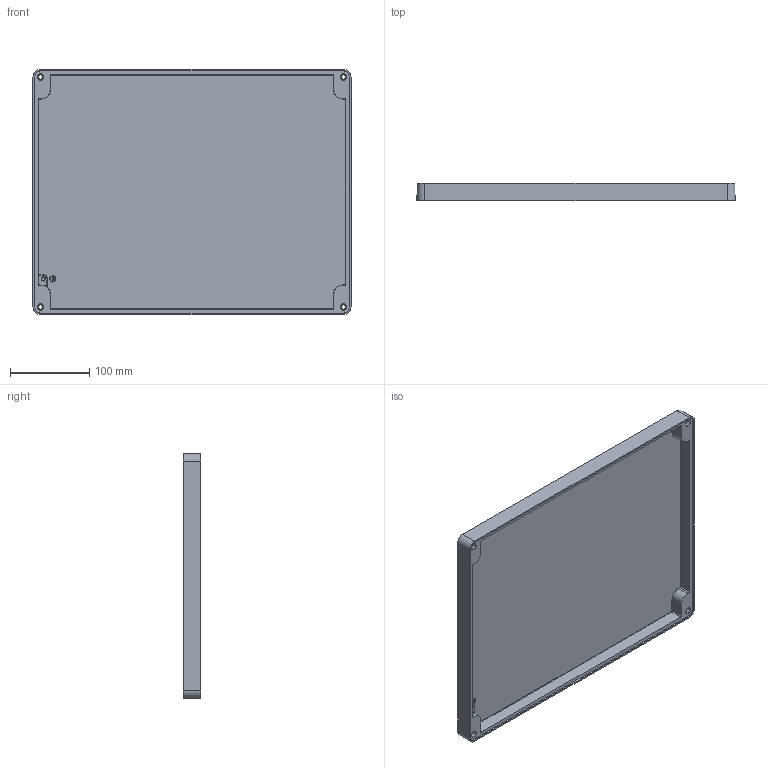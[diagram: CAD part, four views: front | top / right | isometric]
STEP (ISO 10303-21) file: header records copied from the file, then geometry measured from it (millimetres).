
FILE_DESCRIPTION(/* description */ (''),/* implementation_level */ '2;1');
FILE_NAME(/* name */ 'FIBOX_ALN314002C',/* time_stamp */ '2009-11-17T11:28:45+08:00',/* author */ (''),/* organization */ (''),/* preprocessor_version */ 'ST-DEVELOPER v9',/* originating_system */ 'UGS - NX 4.0',/* authorisation */ '');
FILE_SCHEMA (('CONFIG_CONTROL_DESIGN'));
Length unit declared in the file: millimetre
Products named in the file (1): fxhoEF9B8gha
Bounding box: 402.45 x 21.8 x 309.95 mm (x, y, z)
Volume: 669818.8 mm3; surface area: 305475.3 mm2
Topology: 1 solids, 1 shells, 176 faces, 410 edges, 260 vertices
Faces by surface type: plane 59, cylinder 52, cone 38, torus 23, bspline 2, sphere 2
Entity records: 5222 total; most frequent: DIRECTION 969, CARTESIAN_POINT 924, ORIENTED_EDGE 818, EDGE_CURVE 409, AXIS2_PLACEMENT_3D 393, VERTEX_POINT 260, CIRCLE 218, EDGE_LOOP 209
